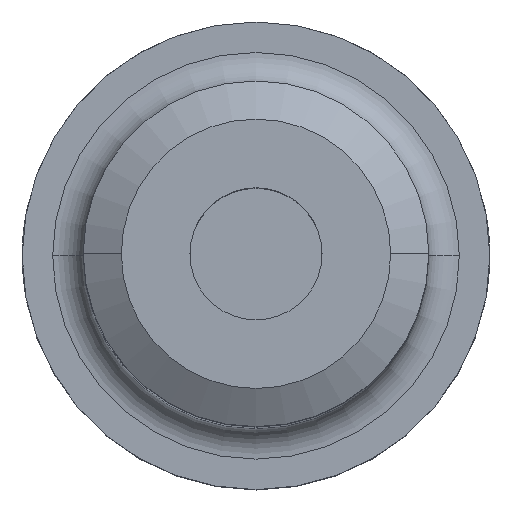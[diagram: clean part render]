
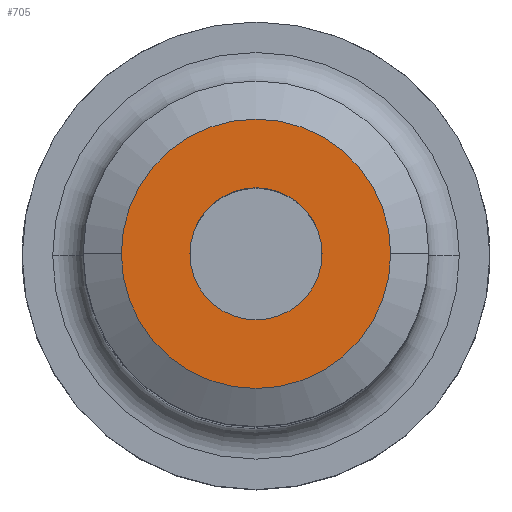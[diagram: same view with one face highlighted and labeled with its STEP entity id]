
A CAD part, top view. The second image highlights one B-rep face of the part: STEP entity #705.
In plain terms, the highlighted planar face has unit normal (0, 0, 1).
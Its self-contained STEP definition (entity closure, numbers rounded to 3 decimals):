
#16 = CARTESIAN_POINT ( 'NONE',  ( 0., 0., 135. ) ) ;
#17 = DIRECTION ( 'NONE',  ( 0., 0., -1. ) ) ;
#22 = AXIS2_PLACEMENT_3D ( 'NONE', #16, #317, #904 ) ;
#95 = ORIENTED_EDGE ( 'NONE', *, *, #624, .F. ) ;
#122 = CARTESIAN_POINT ( 'NONE',  ( 0., 0., 135. ) ) ;
#129 = CIRCLE ( 'NONE', #22, 6.5 ) ;
#131 = FACE_BOUND ( 'NONE', #1754, .T. ) ;
#148 = ORIENTED_EDGE ( 'NONE', *, *, #1448, .F. ) ;
#195 = AXIS2_PLACEMENT_3D ( 'NONE', #1660, #1638, #1565 ) ;
#257 = ORIENTED_EDGE ( 'NONE', *, *, #1266, .T. ) ;
#267 = DIRECTION ( 'NONE',  ( 1., 0., 0. ) ) ;
#317 = DIRECTION ( 'NONE',  ( 0., 0., -1. ) ) ;
#365 = DIRECTION ( 'NONE',  ( 0., 0., 1. ) ) ;
#372 = CARTESIAN_POINT ( 'NONE',  ( 13.25, 0., 135. ) ) ;
#378 = PLANE ( 'NONE',  #684 ) ;
#443 = CARTESIAN_POINT ( 'NONE',  ( -6.5, 0., 135. ) ) ;
#481 = CARTESIAN_POINT ( 'NONE',  ( 0., 0., 135. ) ) ;
#506 = VERTEX_POINT ( 'NONE', #372 ) ;
#530 = CARTESIAN_POINT ( 'NONE',  ( 0., 13.25, 135. ) ) ;
#624 = EDGE_CURVE ( 'NONE', #506, #794, #1369, .T. ) ;
#629 = CIRCLE ( 'NONE', #1006, 13.25 ) ;
#684 = AXIS2_PLACEMENT_3D ( 'NONE', #530, #365, #267 ) ;
#705 = ADVANCED_FACE ( 'NONE', ( #131, #1605 ), #378, .T. ) ;
#794 = VERTEX_POINT ( 'NONE', #1287 ) ;
#853 = VERTEX_POINT ( 'NONE', #964 ) ;
#904 = DIRECTION ( 'NONE',  ( -1., 0., 0. ) ) ;
#964 = CARTESIAN_POINT ( 'NONE',  ( 6.5, 0., 135. ) ) ;
#1006 = AXIS2_PLACEMENT_3D ( 'NONE', #481, #17, #1826 ) ;
#1046 = EDGE_LOOP ( 'NONE', ( #148, #95 ) ) ;
#1241 = DIRECTION ( 'NONE',  ( -1., 0., 0. ) ) ;
#1266 = EDGE_CURVE ( 'NONE', #853, #1469, #1606, .T. ) ;
#1287 = CARTESIAN_POINT ( 'NONE',  ( -13.25, 0., 135. ) ) ;
#1329 = DIRECTION ( 'NONE',  ( 0., 0., -1. ) ) ;
#1369 = CIRCLE ( 'NONE', #195, 13.25 ) ;
#1448 = EDGE_CURVE ( 'NONE', #794, #506, #629, .T. ) ;
#1469 = VERTEX_POINT ( 'NONE', #443 ) ;
#1493 = AXIS2_PLACEMENT_3D ( 'NONE', #122, #1329, #1241 ) ;
#1565 = DIRECTION ( 'NONE',  ( -1., 0., 0. ) ) ;
#1577 = ORIENTED_EDGE ( 'NONE', *, *, #1752, .T. ) ;
#1605 = FACE_OUTER_BOUND ( 'NONE', #1046, .T. ) ;
#1606 = CIRCLE ( 'NONE', #1493, 6.5 ) ;
#1638 = DIRECTION ( 'NONE',  ( 0., 0., -1. ) ) ;
#1660 = CARTESIAN_POINT ( 'NONE',  ( 0., 0., 135. ) ) ;
#1752 = EDGE_CURVE ( 'NONE', #1469, #853, #129, .T. ) ;
#1754 = EDGE_LOOP ( 'NONE', ( #1577, #257 ) ) ;
#1826 = DIRECTION ( 'NONE',  ( -1., 0., 0. ) ) ;
